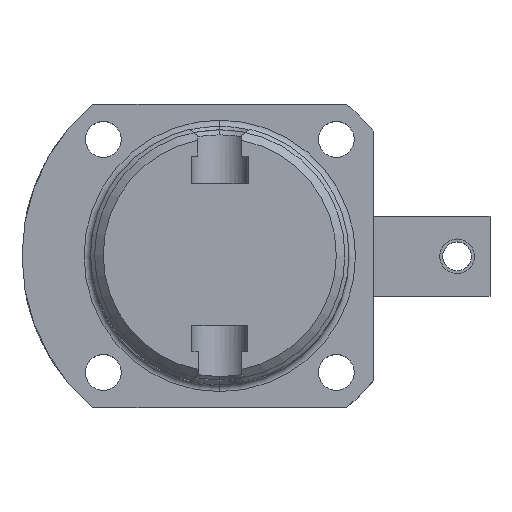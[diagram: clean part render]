
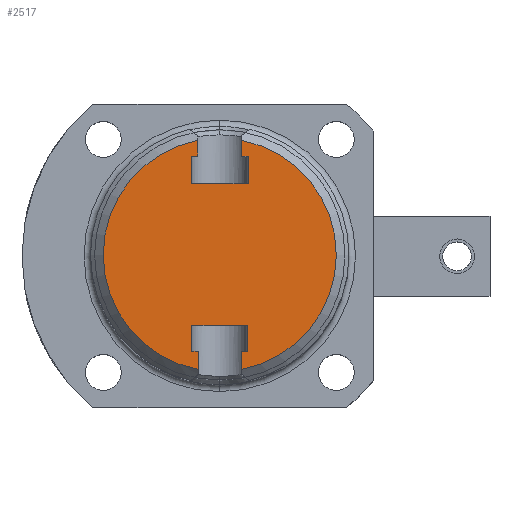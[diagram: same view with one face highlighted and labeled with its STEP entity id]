
A CAD part, top view. The second image highlights one B-rep face of the part: STEP entity #2517.
In plain terms, the highlighted planar face has unit normal (0, 0, 1).
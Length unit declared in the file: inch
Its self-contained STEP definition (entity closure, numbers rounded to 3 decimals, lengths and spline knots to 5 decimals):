
#166=CARTESIAN_POINT('',(0.,0.,3.59));
#167=DIRECTION('',(0.,0.,1.));
#168=DIRECTION('',(0.184,-0.983,0.));
#169=AXIS2_PLACEMENT_3D('',#166,#167,#168);
#190=CARTESIAN_POINT('',(0.,0.,3.59));
#191=DIRECTION('',(0.,0.,1.));
#192=DIRECTION('',(-0.188,0.982,0.));
#193=AXIS2_PLACEMENT_3D('',#190,#191,#192);
#198=DIRECTION('',(0.,1.,0.));
#199=VECTOR('',#198,0.0851);
#200=CARTESIAN_POINT('',(0.1015,-0.5431,3.59));
#201=LINE('',#200,#199);
#205=DIRECTION('',(1.,0.,0.));
#206=VECTOR('',#205,0.031);
#207=CARTESIAN_POINT('',(0.1015,-0.458,3.59));
#208=LINE('',#207,#206);
#212=DIRECTION('',(0.,1.,0.));
#213=VECTOR('',#212,0.125);
#214=CARTESIAN_POINT('',(0.1325,-0.458,3.59));
#215=LINE('',#214,#213);
#219=DIRECTION('',(-1.,0.,0.));
#220=VECTOR('',#219,0.265);
#221=CARTESIAN_POINT('',(0.1325,-0.333,3.59));
#222=LINE('',#221,#220);
#226=DIRECTION('',(0.,-1.,0.));
#227=VECTOR('',#226,0.125);
#228=CARTESIAN_POINT('',(-0.1325,-0.333,3.59));
#229=LINE('',#228,#227);
#233=DIRECTION('',(1.,0.,0.));
#234=VECTOR('',#233,0.031);
#235=CARTESIAN_POINT('',(-0.1325,-0.458,3.59));
#236=LINE('',#235,#234);
#240=DIRECTION('',(0.,1.,0.));
#241=VECTOR('',#240,0.0851);
#242=CARTESIAN_POINT('',(-0.1015,-0.5431,3.59));
#243=LINE('',#242,#241);
#247=DIRECTION('',(0.,-1.,0.));
#248=VECTOR('',#247,0.07462);
#249=CARTESIAN_POINT('',(-0.104,0.54262,3.59));
#250=LINE('',#249,#248);
#254=DIRECTION('',(-1.,0.,0.));
#255=VECTOR('',#254,0.031);
#256=CARTESIAN_POINT('',(-0.104,0.468,3.59));
#257=LINE('',#256,#255);
#261=DIRECTION('',(0.,-1.,0.));
#262=VECTOR('',#261,0.13);
#263=CARTESIAN_POINT('',(-0.135,0.468,3.59));
#264=LINE('',#263,#262);
#268=DIRECTION('',(1.,0.,0.));
#269=VECTOR('',#268,0.27);
#270=CARTESIAN_POINT('',(-0.135,0.338,3.59));
#271=LINE('',#270,#269);
#275=DIRECTION('',(0.,1.,0.));
#276=VECTOR('',#275,0.13);
#277=CARTESIAN_POINT('',(0.135,0.338,3.59));
#278=LINE('',#277,#276);
#282=DIRECTION('',(-1.,0.,0.));
#283=VECTOR('',#282,0.031);
#284=CARTESIAN_POINT('',(0.135,0.468,3.59));
#285=LINE('',#284,#283);
#289=DIRECTION('',(0.,-1.,0.));
#290=VECTOR('',#289,0.07462);
#291=CARTESIAN_POINT('',(0.104,0.54262,3.59));
#292=LINE('',#291,#290);
#2219=CARTESIAN_POINT('',(-0.104,0.468,3.59));
#2220=CARTESIAN_POINT('',(-0.135,0.468,3.59));
#2221=VERTEX_POINT('',#2219);
#2222=VERTEX_POINT('',#2220);
#2223=CARTESIAN_POINT('',(-0.135,0.338,3.59));
#2224=VERTEX_POINT('',#2223);
#2225=CARTESIAN_POINT('',(0.135,0.338,3.59));
#2226=VERTEX_POINT('',#2225);
#2227=CARTESIAN_POINT('',(0.135,0.468,3.59));
#2228=VERTEX_POINT('',#2227);
#2229=CARTESIAN_POINT('',(0.104,0.468,3.59));
#2230=VERTEX_POINT('',#2229);
#2259=CARTESIAN_POINT('',(-0.104,0.54262,3.59));
#2260=VERTEX_POINT('',#2259);
#2261=CARTESIAN_POINT('',(0.104,0.54262,3.59));
#2262=VERTEX_POINT('',#2261);
#2304=CARTESIAN_POINT('',(0.1015,-0.5431,3.59));
#2305=CARTESIAN_POINT('',(0.1015,-0.458,3.59));
#2306=VERTEX_POINT('',#2304);
#2307=VERTEX_POINT('',#2305);
#2308=CARTESIAN_POINT('',(0.1325,-0.458,3.59));
#2309=VERTEX_POINT('',#2308);
#2310=CARTESIAN_POINT('',(0.1325,-0.333,3.59));
#2311=VERTEX_POINT('',#2310);
#2312=CARTESIAN_POINT('',(-0.1325,-0.333,3.59));
#2313=VERTEX_POINT('',#2312);
#2314=CARTESIAN_POINT('',(-0.1325,-0.458,3.59));
#2315=VERTEX_POINT('',#2314);
#2316=CARTESIAN_POINT('',(-0.1015,-0.458,3.59));
#2317=VERTEX_POINT('',#2316);
#2318=CARTESIAN_POINT('',(-0.1015,-0.5431,3.59));
#2319=VERTEX_POINT('',#2318);
#2481=CARTESIAN_POINT('',(0.,0.,3.59));
#2482=DIRECTION('',(0.,0.,1.));
#2483=DIRECTION('',(1.,0.,0.));
#2484=AXIS2_PLACEMENT_3D('',#2481,#2482,#2483);
#2485=PLANE('',#2484);
#2486=ORIENTED_EDGE('',*,*,#2421,.T.);
#2488=ORIENTED_EDGE('',*,*,#2487,.T.);
#2490=ORIENTED_EDGE('',*,*,#2489,.T.);
#2492=ORIENTED_EDGE('',*,*,#2491,.T.);
#2494=ORIENTED_EDGE('',*,*,#2493,.T.);
#2496=ORIENTED_EDGE('',*,*,#2495,.T.);
#2498=ORIENTED_EDGE('',*,*,#2497,.F.);
#2499=ORIENTED_EDGE('',*,*,#2476,.F.);
#2501=ORIENTED_EDGE('',*,*,#2500,.T.);
#2503=ORIENTED_EDGE('',*,*,#2502,.T.);
#2505=ORIENTED_EDGE('',*,*,#2504,.T.);
#2507=ORIENTED_EDGE('',*,*,#2506,.T.);
#2509=ORIENTED_EDGE('',*,*,#2508,.T.);
#2511=ORIENTED_EDGE('',*,*,#2510,.T.);
#2513=ORIENTED_EDGE('',*,*,#2512,.F.);
#2514=ORIENTED_EDGE('',*,*,#2449,.F.);
#2515=EDGE_LOOP('',(#2486,#2488,#2490,#2492,#2494,#2496,#2498,#2499,#2501,#2503,
#2505,#2507,#2509,#2511,#2513,#2514));
#2516=FACE_OUTER_BOUND('',#2515,.F.);
#2517=ADVANCED_FACE('',(#2516),#2485,.T.);
#170=CIRCLE('',#169,0.5525);
#194=CIRCLE('',#193,0.5525);
#2421=EDGE_CURVE('',#2306,#2307,#201,.T.);
#2449=EDGE_CURVE('',#2306,#2262,#170,.T.);
#2476=EDGE_CURVE('',#2260,#2319,#194,.T.);
#2487=EDGE_CURVE('',#2307,#2309,#208,.T.);
#2489=EDGE_CURVE('',#2309,#2311,#215,.T.);
#2491=EDGE_CURVE('',#2311,#2313,#222,.T.);
#2493=EDGE_CURVE('',#2313,#2315,#229,.T.);
#2495=EDGE_CURVE('',#2315,#2317,#236,.T.);
#2497=EDGE_CURVE('',#2319,#2317,#243,.T.);
#2500=EDGE_CURVE('',#2260,#2221,#250,.T.);
#2502=EDGE_CURVE('',#2221,#2222,#257,.T.);
#2504=EDGE_CURVE('',#2222,#2224,#264,.T.);
#2506=EDGE_CURVE('',#2224,#2226,#271,.T.);
#2508=EDGE_CURVE('',#2226,#2228,#278,.T.);
#2510=EDGE_CURVE('',#2228,#2230,#285,.T.);
#2512=EDGE_CURVE('',#2262,#2230,#292,.T.);
